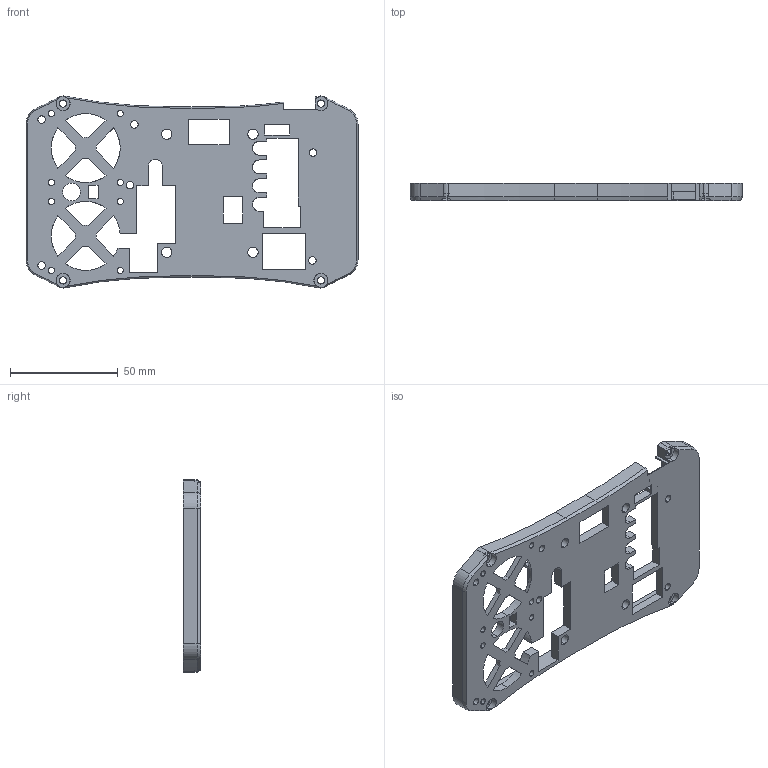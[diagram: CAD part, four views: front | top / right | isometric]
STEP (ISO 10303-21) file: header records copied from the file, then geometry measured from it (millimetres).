
FILE_DESCRIPTION (( 'STEP AP214' ), '1' );
FILE_NAME ('綴裔-2025032001.STEP', '2025-03-20T07:58:46', ( '' ), ( '' ), 'SwSTEP 2.0', 'SolidWorks 2018', '' );
FILE_SCHEMA (( 'AUTOMOTIVE_DESIGN' ));
Length unit declared in the file: millimetre
Products named in the file (1): 綴裔-2025032001
Bounding box: 154.2 x 8 x 89.2 mm (x, y, z)
Volume: 41170 mm3; surface area: 28322.6 mm2
Topology: 1 solids, 1 shells, 251 faces, 764 edges, 502 vertices
Faces by surface type: plane 131, cylinder 101, cone 19
Entity records: 8809 total; most frequent: CARTESIAN_POINT 1700, ORIENTED_EDGE 1528, DIRECTION 1449, EDGE_CURVE 764, VERTEX_POINT 502, LINE 495, VECTOR 495, AXIS2_PLACEMENT_3D 477
